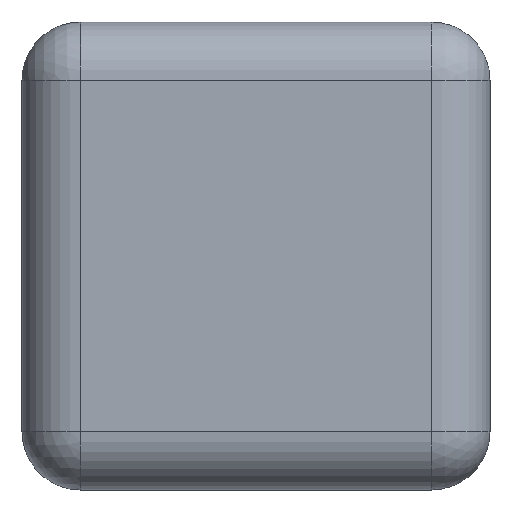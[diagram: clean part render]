
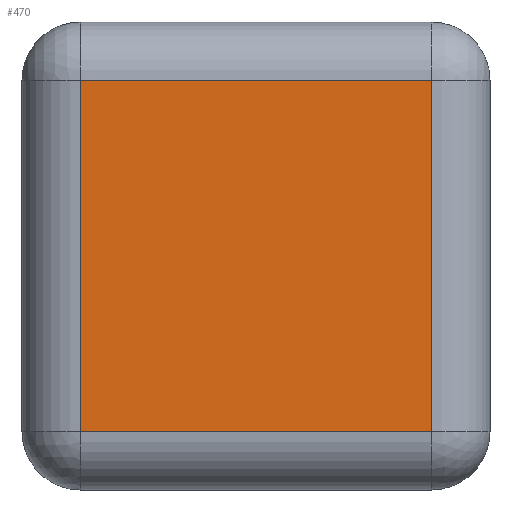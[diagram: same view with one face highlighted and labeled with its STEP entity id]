
A CAD part, left-side view. The second image highlights one B-rep face of the part: STEP entity #470.
In plain terms, the highlighted planar face has unit normal (-1, 0, 0).
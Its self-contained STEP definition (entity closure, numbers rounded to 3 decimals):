
#13=DIRECTION('',(0.,0.,1.));
#14=DIRECTION('',(1.,0.,0.));
#28=VECTOR('',#13,1.);
#46=DIRECTION('',(0.,1.,0.));
#123=CARTESIAN_POINT('',(-2.25,-1.,0.25));
#133=CARTESIAN_POINT('',(-2.25,-1.,1.75));
#136=CARTESIAN_POINT('',(-2.25,-1.,0.));
#213=CARTESIAN_POINT('',(-2.25,-0.75,0.));
#217=CARTESIAN_POINT('',(-2.25,-0.75,0.25));
#226=VECTOR('',#46,1.);
#257=CARTESIAN_POINT('',(-2.25,-0.75,1.75));
#283=VERTEX_POINT('',#217);
#290=VERTEX_POINT('',#257);
#295=ORIENTED_EDGE('',*,*,#296,.F.);
#296=EDGE_CURVE('',#283,#290,#297,.T.);
#297=LINE('',#213,#28);
#391=CARTESIAN_POINT('',(-2.25,0.75,0.));
#470=ADVANCED_FACE('',(#471),#486,.F.);
#471=FACE_BOUND('',#472,.F.);
#472=EDGE_LOOP('',(#473,#295,#478,#483));
#473=ORIENTED_EDGE('',*,*,#474,.F.);
#474=EDGE_CURVE('',#290,#475,#477,.T.);
#475=VERTEX_POINT('',#476);
#476=CARTESIAN_POINT('',(-2.25,0.75,1.75));
#477=LINE('',#133,#226);
#478=ORIENTED_EDGE('',*,*,#479,.T.);
#479=EDGE_CURVE('',#283,#480,#482,.T.);
#480=VERTEX_POINT('',#481);
#481=CARTESIAN_POINT('',(-2.25,0.75,0.25));
#482=LINE('',#123,#226);
#483=ORIENTED_EDGE('',*,*,#484,.T.);
#484=EDGE_CURVE('',#480,#475,#485,.T.);
#485=LINE('',#391,#28);
#486=PLANE('',#487);
#487=AXIS2_PLACEMENT_3D('',#136,#14,#13);
